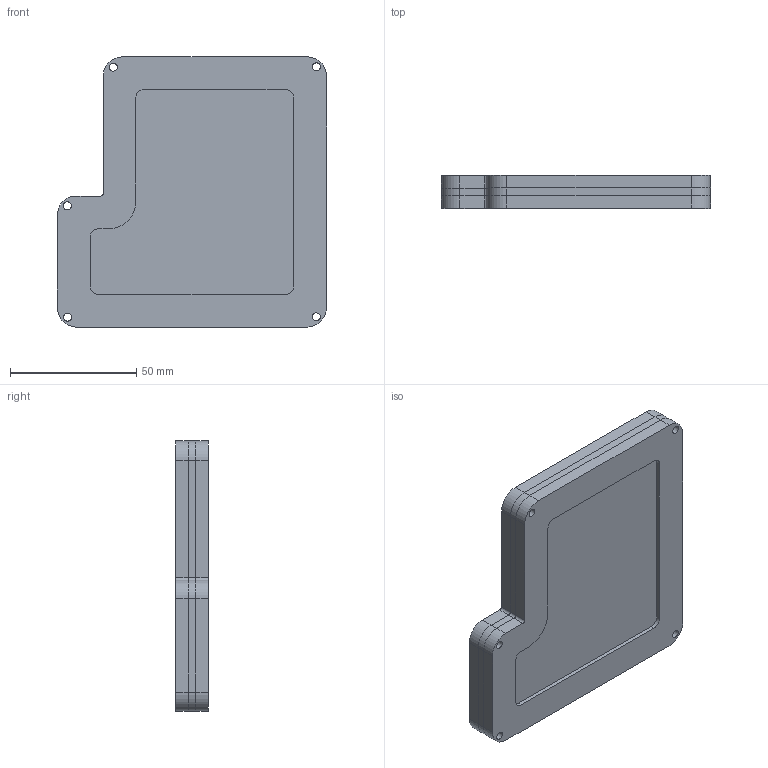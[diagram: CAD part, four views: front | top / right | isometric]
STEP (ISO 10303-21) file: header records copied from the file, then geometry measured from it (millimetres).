
FILE_DESCRIPTION(/* description */ (''),/* implementation_level */ '2;1');
FILE_NAME(/* name */ 'YampadV5v35.step',/* time_stamp */ '2021-01-23T12:34:29+01:00',/* author */ (''),/* organization */ (''),/* preprocessor_version */ 'ST-DEVELOPER v18.1',/* originating_system */ 'Autodesk Translation Framework v9.7.1.1290',/* authorisation */ '');
FILE_SCHEMA (('AUTOMOTIVE_DESIGN { 1 0 10303 214 3 1 1 }'));
Length unit declared in the file: millimetre
Products named in the file (5): YampadV5; MidLayer; TopLayer; BaseLayer; Window
Assembly tree (4 placements, depth 2):
  YampadV5
    MidLayer
    TopLayer
    BaseLayer
    Window
Bounding box: 106.49 x 13 x 107 mm (x, y, z)
Volume: 61892.8 mm3; surface area: 53146.8 mm2
Topology: 4 solids, 4 shells, 207 faces, 590 edges, 393 vertices
Faces by surface type: plane 143, cylinder 64
Full cylindrical faces by diameter (mm): 3.175 x15
Entity records: 7027 total; most frequent: CARTESIAN_POINT 1199, ORIENTED_EDGE 1180, DIRECTION 1150, EDGE_CURVE 590, LINE 462, VECTOR 462, VERTEX_POINT 393, AXIS2_PLACEMENT_3D 344
